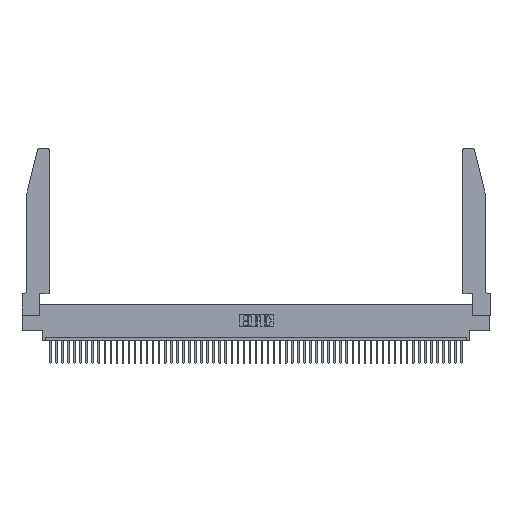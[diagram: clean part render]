
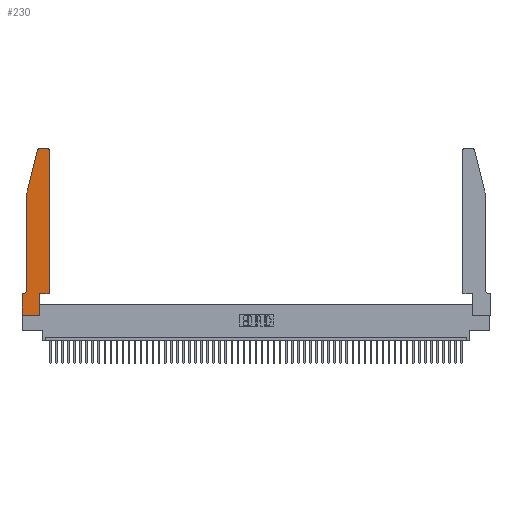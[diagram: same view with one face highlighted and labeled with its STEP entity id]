
A CAD part, top view. The second image highlights one B-rep face of the part: STEP entity #230.
In plain terms, the highlighted planar face has unit normal (0, 0, 1).
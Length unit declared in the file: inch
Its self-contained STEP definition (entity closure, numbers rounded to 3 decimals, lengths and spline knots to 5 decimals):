
#230 = ADVANCED_FACE ( 'NONE', ( #44369 ), #29616, .T. ) ;
#836 = CARTESIAN_POINT ( 'NONE',  ( 0.4505, 2.72, 0.37 ) ) ;
#1756 = VECTOR ( 'NONE', #1980, 39.37008 ) ;
#1853 = VERTEX_POINT ( 'NONE', #46614 ) ;
#1980 = DIRECTION ( 'NONE',  ( 1., 0., 0. ) ) ;
#2043 = VERTEX_POINT ( 'NONE', #9497 ) ;
#3340 = CARTESIAN_POINT ( 'NONE',  ( 0.4505, 0.35, 0.37 ) ) ;
#4635 = ORIENTED_EDGE ( 'NONE', *, *, #49782, .T. ) ;
#4649 = ORIENTED_EDGE ( 'NONE', *, *, #26658, .T. ) ;
#5132 = CARTESIAN_POINT ( 'NONE',  ( 0., 0.35, 0.37 ) ) ;
#5860 = ORIENTED_EDGE ( 'NONE', *, *, #20580, .T. ) ;
#7084 = VECTOR ( 'NONE', #18692, 39.37008 ) ;
#7623 = AXIS2_PLACEMENT_3D ( 'NONE', #5132, #33775, #9273 ) ;
#7633 = EDGE_CURVE ( 'NONE', #45894, #2043, #9274, .T. ) ;
#7761 = DIRECTION ( 'NONE',  ( 0., 0., 1. ) ) ;
#9273 = DIRECTION ( 'NONE',  ( 1., 0., 0. ) ) ;
#9274 = LINE ( 'NONE', #15142, #9943 ) ;
#9497 = CARTESIAN_POINT ( 'NONE',  ( 0., 0., 0.37 ) ) ;
#9598 = VERTEX_POINT ( 'NONE', #3340 ) ;
#9858 = EDGE_CURVE ( 'NONE', #31806, #23414, #34673, .T. ) ;
#9943 = VECTOR ( 'NONE', #41278, 39.37008 ) ;
#10566 = EDGE_CURVE ( 'NONE', #23414, #1853, #26185, .T. ) ;
#10808 = EDGE_CURVE ( 'NONE', #2043, #18257, #48073, .T. ) ;
#11142 = DIRECTION ( 'NONE',  ( 0., 1., 0. ) ) ;
#11579 = CIRCLE ( 'NONE', #46072, 0.03 ) ;
#12639 = CARTESIAN_POINT ( 'NONE',  ( 0.0055, 0.35, 0.37 ) ) ;
#12681 = CIRCLE ( 'NONE', #16876, 0.07 ) ;
#13474 = ORIENTED_EDGE ( 'NONE', *, *, #10566, .T. ) ;
#14180 = CARTESIAN_POINT ( 'NONE',  ( 0.4205, 2.72, 0.37 ) ) ;
#14456 = CARTESIAN_POINT ( 'NONE',  ( 0.2865, 0.35, 0.37 ) ) ;
#14798 = VECTOR ( 'NONE', #39817, 39.37008 ) ;
#14822 = CARTESIAN_POINT ( 'NONE',  ( 0.25487, 2.72718, 0.37 ) ) ;
#14870 = LINE ( 'NONE', #29817, #37261 ) ;
#15142 = CARTESIAN_POINT ( 'NONE',  ( 0., 0., 0.37 ) ) ;
#15941 = VECTOR ( 'NONE', #42708, 39.37008 ) ;
#16876 = AXIS2_PLACEMENT_3D ( 'NONE', #31408, #39263, #22527 ) ;
#17163 = EDGE_CURVE ( 'NONE', #32849, #29908, #11579, .T. ) ;
#17554 = VERTEX_POINT ( 'NONE', #41571 ) ;
#18257 = VERTEX_POINT ( 'NONE', #51195 ) ;
#18692 = DIRECTION ( 'NONE',  ( 1., 0., 0. ) ) ;
#19579 = CARTESIAN_POINT ( 'NONE',  ( 0., 0.35, 0.37 ) ) ;
#20580 = EDGE_CURVE ( 'NONE', #25932, #45894, #44065, .T. ) ;
#20648 = DIRECTION ( 'NONE',  ( 1., 0., 0. ) ) ;
#21900 = DIRECTION ( 'NONE',  ( 0., 1., 0. ) ) ;
#22089 = ORIENTED_EDGE ( 'NONE', *, *, #9858, .T. ) ;
#22527 = DIRECTION ( 'NONE',  ( -1., 0., 0. ) ) ;
#23313 = CARTESIAN_POINT ( 'NONE',  ( 0.0755, 2., 0.37 ) ) ;
#23414 = VERTEX_POINT ( 'NONE', #26241 ) ;
#24129 = VECTOR ( 'NONE', #44127, 39.37008 ) ;
#24186 = LINE ( 'NONE', #14456, #47248 ) ;
#25214 = EDGE_CURVE ( 'NONE', #29908, #17554, #26799, .T. ) ;
#25932 = VERTEX_POINT ( 'NONE', #12639 ) ;
#25984 = CARTESIAN_POINT ( 'NONE',  ( 0.2605, 2.75, 0.37 ) ) ;
#26185 = LINE ( 'NONE', #30651, #32094 ) ;
#26241 = CARTESIAN_POINT ( 'NONE',  ( 0.0755, 2., 0.37 ) ) ;
#26326 = DIRECTION ( 'NONE',  ( 0., -1., 0. ) ) ;
#26658 = EDGE_CURVE ( 'NONE', #43064, #9598, #40894, .T. ) ;
#26799 = LINE ( 'NONE', #25984, #15941 ) ;
#26930 = DIRECTION ( 'NONE',  ( 1., 0., 0. ) ) ;
#27595 = EDGE_CURVE ( 'NONE', #18257, #43064, #24186, .T. ) ;
#27793 = CARTESIAN_POINT ( 'NONE',  ( 0.0755, 0.35, 0.37 ) ) ;
#29549 = ORIENTED_EDGE ( 'NONE', *, *, #51656, .T. ) ;
#29616 = PLANE ( 'NONE',  #7623 ) ;
#29817 = CARTESIAN_POINT ( 'NONE',  ( 0.4505, 0.35, 0.37 ) ) ;
#29849 = ORIENTED_EDGE ( 'NONE', *, *, #25214, .T. ) ;
#29908 = VERTEX_POINT ( 'NONE', #46947 ) ;
#30497 = ORIENTED_EDGE ( 'NONE', *, *, #7633, .T. ) ;
#30651 = CARTESIAN_POINT ( 'NONE',  ( 0.0755, 2., 0.37 ) ) ;
#31408 = CARTESIAN_POINT ( 'NONE',  ( 0.0055, 0.42, 0.37 ) ) ;
#31672 = ORIENTED_EDGE ( 'NONE', *, *, #27595, .T. ) ;
#31806 = VERTEX_POINT ( 'NONE', #14822 ) ;
#31838 = AXIS2_PLACEMENT_3D ( 'NONE', #37036, #7761, #20648 ) ;
#32094 = VECTOR ( 'NONE', #26326, 39.37008 ) ;
#32380 = CIRCLE ( 'NONE', #31838, 0.03 ) ;
#32849 = VERTEX_POINT ( 'NONE', #836 ) ;
#33775 = DIRECTION ( 'NONE',  ( 0., 0., 1. ) ) ;
#34673 = LINE ( 'NONE', #23313, #14798 ) ;
#34993 = EDGE_LOOP ( 'NONE', ( #29849, #29549, #22089, #13474, #4635, #5860, #30497, #46070, #31672, #4649, #48961, #38148 ) ) ;
#35389 = DIRECTION ( 'NONE',  ( 0., 0., 1. ) ) ;
#37036 = CARTESIAN_POINT ( 'NONE',  ( 0.284, 2.72, 0.37 ) ) ;
#37076 = EDGE_CURVE ( 'NONE', #9598, #32849, #14870, .T. ) ;
#37261 = VECTOR ( 'NONE', #11142, 39.37008 ) ;
#38148 = ORIENTED_EDGE ( 'NONE', *, *, #17163, .T. ) ;
#39263 = DIRECTION ( 'NONE',  ( 0., 0., -1. ) ) ;
#39817 = DIRECTION ( 'NONE',  ( -0.239, -0.971, 0. ) ) ;
#40894 = LINE ( 'NONE', #43060, #1756 ) ;
#41278 = DIRECTION ( 'NONE',  ( 0., -1., 0. ) ) ;
#41571 = CARTESIAN_POINT ( 'NONE',  ( 0.284, 2.75, 0.37 ) ) ;
#42708 = DIRECTION ( 'NONE',  ( -1., 0., 0. ) ) ;
#43060 = CARTESIAN_POINT ( 'NONE',  ( 0.4505, 0.35, 0.37 ) ) ;
#43064 = VERTEX_POINT ( 'NONE', #43332 ) ;
#43332 = CARTESIAN_POINT ( 'NONE',  ( 0.2865, 0.35, 0.37 ) ) ;
#44065 = LINE ( 'NONE', #27793, #24129 ) ;
#44127 = DIRECTION ( 'NONE',  ( -1., 0., 0. ) ) ;
#44369 = FACE_OUTER_BOUND ( 'NONE', #34993, .T. ) ;
#45894 = VERTEX_POINT ( 'NONE', #19579 ) ;
#46070 = ORIENTED_EDGE ( 'NONE', *, *, #10808, .T. ) ;
#46072 = AXIS2_PLACEMENT_3D ( 'NONE', #14180, #35389, #26930 ) ;
#46614 = CARTESIAN_POINT ( 'NONE',  ( 0.0755, 0.42, 0.37 ) ) ;
#46947 = CARTESIAN_POINT ( 'NONE',  ( 0.4205, 2.75, 0.37 ) ) ;
#47248 = VECTOR ( 'NONE', #21900, 39.37008 ) ;
#47623 = CARTESIAN_POINT ( 'NONE',  ( 0., 0., 0.37 ) ) ;
#48073 = LINE ( 'NONE', #47623, #7084 ) ;
#48961 = ORIENTED_EDGE ( 'NONE', *, *, #37076, .T. ) ;
#49782 = EDGE_CURVE ( 'NONE', #1853, #25932, #12681, .T. ) ;
#51195 = CARTESIAN_POINT ( 'NONE',  ( 0.2865, 0., 0.37 ) ) ;
#51656 = EDGE_CURVE ( 'NONE', #17554, #31806, #32380, .T. ) ;
